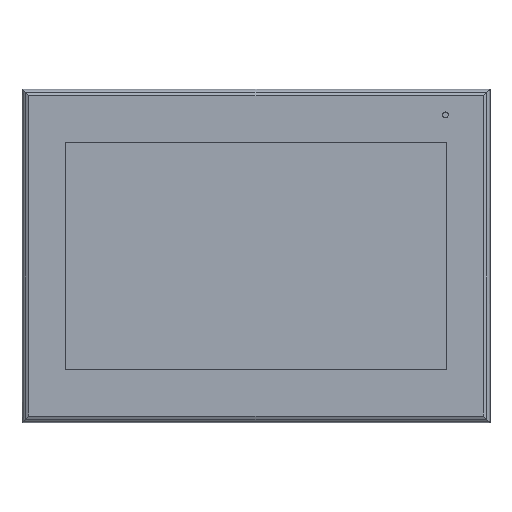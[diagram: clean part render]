
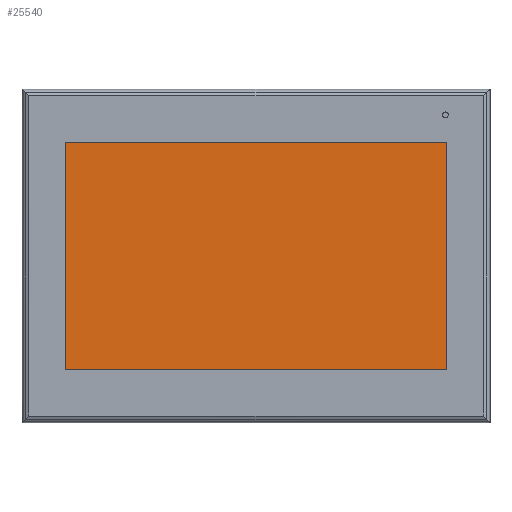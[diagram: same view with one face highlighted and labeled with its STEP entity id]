
A CAD part, top view. The second image highlights one B-rep face of the part: STEP entity #25540.
In plain terms, the highlighted planar face has unit normal (0, 0, 1).
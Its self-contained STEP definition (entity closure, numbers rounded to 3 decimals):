
#25532=AXIS2_PLACEMENT_3D('Plane Axis2P3D',#25529,#25530,#25531) ;
#25420=CARTESIAN_POINT('Vertex',(247.,163.24,37.81)) ;
#25423=CARTESIAN_POINT('Line Origine',(247.,97.,37.81)) ;
#25427=CARTESIAN_POINT('Vertex',(247.,30.76,37.81)) ;
#25448=CARTESIAN_POINT('Line Origine',(136.,30.76,37.81)) ;
#25452=CARTESIAN_POINT('Vertex',(25.,30.76,37.81)) ;
#25473=CARTESIAN_POINT('Line Origine',(25.,97.,37.81)) ;
#25477=CARTESIAN_POINT('Vertex',(25.,163.24,37.81)) ;
#25498=CARTESIAN_POINT('Line Origine',(136.,163.24,37.81)) ;
#25529=CARTESIAN_POINT('Axis2P3D Location',(136.,97.,37.81)) ;
#25424=DIRECTION('Vector Direction',(0.,1.,0.)) ;
#25449=DIRECTION('Vector Direction',(1.,0.,0.)) ;
#25474=DIRECTION('Vector Direction',(0.,-1.,0.)) ;
#25499=DIRECTION('Vector Direction',(-1.,0.,0.)) ;
#25530=DIRECTION('Axis2P3D Direction',(0.,0.,1.)) ;
#25531=DIRECTION('Axis2P3D XDirection',(1.,0.,0.)) ;
#25425=VECTOR('Line Direction',#25424,1.) ;
#25450=VECTOR('Line Direction',#25449,1.) ;
#25475=VECTOR('Line Direction',#25474,1.) ;
#25500=VECTOR('Line Direction',#25499,1.) ;
#25535=ORIENTED_EDGE('',*,*,#25502,.T.) ;
#25536=ORIENTED_EDGE('',*,*,#25479,.T.) ;
#25537=ORIENTED_EDGE('',*,*,#25454,.T.) ;
#25538=ORIENTED_EDGE('',*,*,#25429,.T.) ;
#25540=ADVANCED_FACE('MONITOR',(#25539),#25533,.T.) ;
#25429=EDGE_CURVE('',#25428,#25421,#25426,.T.) ;
#25454=EDGE_CURVE('',#25453,#25428,#25451,.T.) ;
#25479=EDGE_CURVE('',#25478,#25453,#25476,.T.) ;
#25502=EDGE_CURVE('',#25421,#25478,#25501,.T.) ;
#25534=EDGE_LOOP('',(#25535,#25536,#25537,#25538)) ;
#25539=FACE_OUTER_BOUND('',#25534,.T.) ;
#25426=LINE('Line',#25423,#25425) ;
#25451=LINE('Line',#25448,#25450) ;
#25476=LINE('Line',#25473,#25475) ;
#25501=LINE('Line',#25498,#25500) ;
#25533=PLANE('',#25532) ;
#25421=VERTEX_POINT('',#25420) ;
#25428=VERTEX_POINT('',#25427) ;
#25453=VERTEX_POINT('',#25452) ;
#25478=VERTEX_POINT('',#25477) ;
